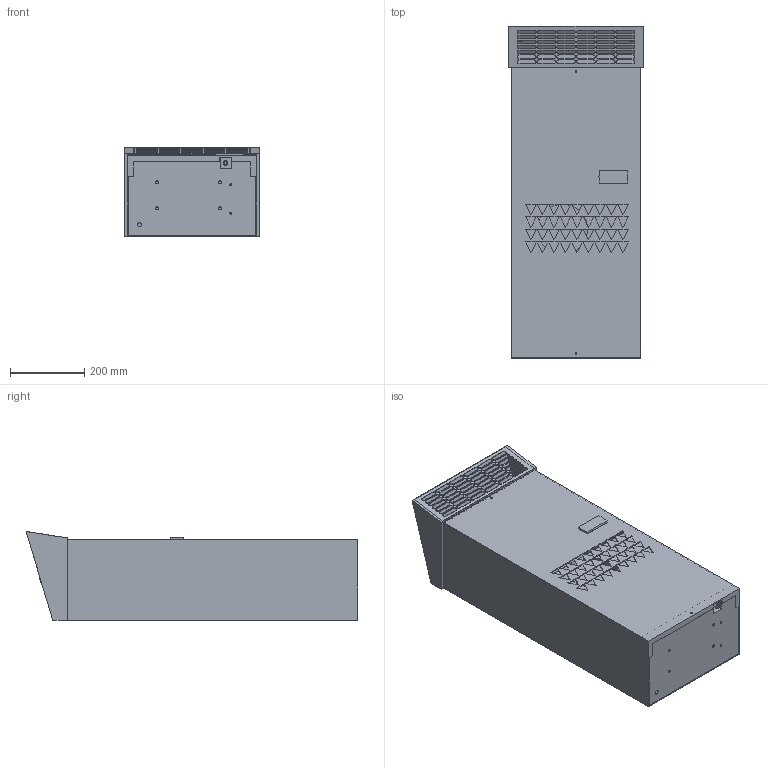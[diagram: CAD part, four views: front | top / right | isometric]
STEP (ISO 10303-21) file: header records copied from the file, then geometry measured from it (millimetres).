
FILE_DESCRIPTION(('STEP AP242'),'1');
FILE_NAME('nsycuhd1k2p4.stp','2021-09-28T16:06:35',('TraceParts'),('TraceParts S.A.'),'Spatial InterOp 3D',' ',' ');
FILE_SCHEMA(('AP242_MANAGED_MODEL_BASED_3D_ENGINEERING_MIM_LF {1 0 10303 442 1 1 4}'));
Length unit declared in the file: millimetre
Products named in the file (1): nsycuhd1k2p4
Bounding box: 362.8 x 894.67 x 239.83 mm (x, y, z)
Volume: 10851867.6 mm3; surface area: 2335309.8 mm2
Topology: 1 solids, 1 shells, 1562 faces, 4547 edges, 3020 vertices
Faces by surface type: plane 1232, cylinder 242, extrusion 88
Entity records: 55538 total; most frequent: CARTESIAN_POINT 13380, ORIENTED_EDGE 9094, DIRECTION 7518, EDGE_CURVE 4547, VECTOR 3936, LINE 3848, VERTEX_POINT 3020, EDGE_LOOP 2237
